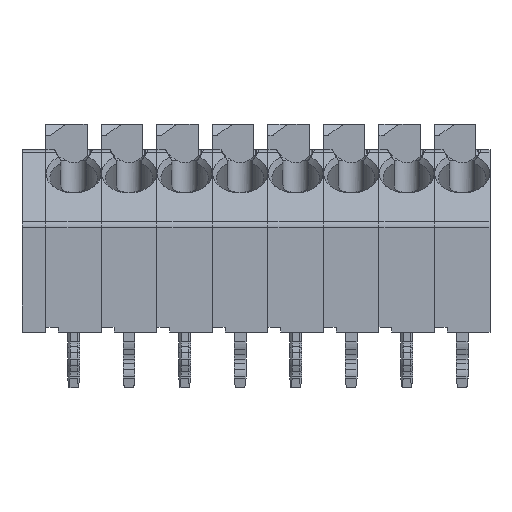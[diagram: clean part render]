
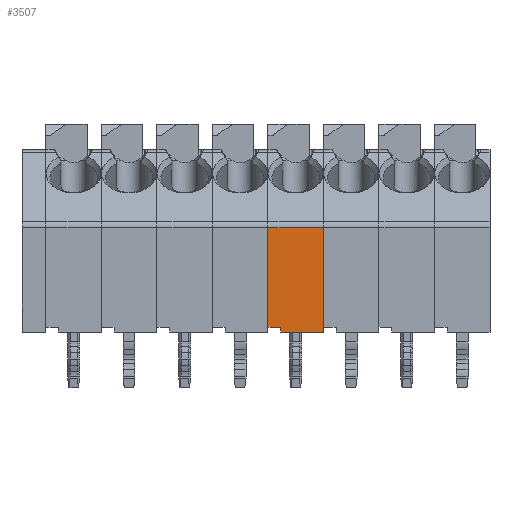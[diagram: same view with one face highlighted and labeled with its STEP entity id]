
A CAD part, front view. The second image highlights one B-rep face of the part: STEP entity #3507.
In plain terms, the highlighted planar face has unit normal (0, -1, 0).
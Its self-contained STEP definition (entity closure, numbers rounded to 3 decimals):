
#3507=ADVANCED_FACE('',(#7369),#7370,.T.);
#7369=FACE_OUTER_BOUND('',#11782,.T.);
#7370=PLANE('',#11783);
#11782=EDGE_LOOP('',(#21162,#21163,#21164,#21165,#21166,#21167));
#11783=AXIS2_PLACEMENT_3D('',#21168,#21169,#21170);
#21162=ORIENTED_EDGE('',*,*,#29793,.T.);
#21163=ORIENTED_EDGE('',*,*,#29794,.F.);
#21164=ORIENTED_EDGE('',*,*,#29788,.T.);
#21165=ORIENTED_EDGE('',*,*,#29795,.F.);
#21166=ORIENTED_EDGE('',*,*,#29796,.F.);
#21167=ORIENTED_EDGE('',*,*,#29797,.T.);
#21168=CARTESIAN_POINT('',(15.43,0.0,0.0));
#21169=DIRECTION('',(0.0,-1.0,0.0));
#21170=DIRECTION('',(0.0,0.0,1.0));
#29788=EDGE_CURVE('',#36339,#36344,#36346,.T.);
#29793=EDGE_CURVE('',#36352,#36353,#36354,.T.);
#29794=EDGE_CURVE('',#36339,#36353,#36355,.T.);
#29795=EDGE_CURVE('',#36356,#36344,#36357,.T.);
#29796=EDGE_CURVE('',#36358,#36356,#36359,.T.);
#29797=EDGE_CURVE('',#36358,#36352,#36360,.T.);
#36339=VERTEX_POINT('',#46145);
#36344=VERTEX_POINT('',#46153);
#36346=LINE('',#46156,#46157);
#36352=VERTEX_POINT('',#46165);
#36353=VERTEX_POINT('',#46166);
#36354=LINE('',#46167,#46168);
#36355=LINE('',#46169,#46170);
#36356=VERTEX_POINT('',#46171);
#36357=LINE('',#46172,#46173);
#36358=VERTEX_POINT('',#46174);
#36359=LINE('',#46175,#46176);
#36360=LINE('',#46177,#46178);
#46145=CARTESIAN_POINT('',(14.0,0.0,0.3));
#46153=CARTESIAN_POINT('',(14.8,0.0,0.3));
#46156=CARTESIAN_POINT('',(15.43,0.0,0.3));
#46157=VECTOR('',#54944,1.0);
#46165=CARTESIAN_POINT('',(17.5,0.0,6.593));
#46166=CARTESIAN_POINT('',(14.0,0.0,6.593));
#46167=CARTESIAN_POINT('',(15.43,0.0,6.593));
#46168=VECTOR('',#54947,1.0);
#46169=CARTESIAN_POINT('',(14.0,0.0,0.0));
#46170=VECTOR('',#54948,1.0);
#46171=CARTESIAN_POINT('',(14.8,0.0,0.0));
#46172=CARTESIAN_POINT('',(14.8,0.0,0.0));
#46173=VECTOR('',#54949,1.0);
#46174=CARTESIAN_POINT('',(17.5,0.0,0.0));
#46175=CARTESIAN_POINT('',(15.43,0.0,0.0));
#46176=VECTOR('',#54950,1.0);
#46177=CARTESIAN_POINT('',(17.5,0.0,0.0));
#46178=VECTOR('',#54951,1.0);
#54944=DIRECTION('',(1.0,0.0,0.0));
#54947=DIRECTION('',(-1.0,0.0,0.0));
#54948=DIRECTION('',(0.0,0.0,1.0));
#54949=DIRECTION('',(0.0,0.0,1.0));
#54950=DIRECTION('',(-1.0,0.0,0.0));
#54951=DIRECTION('',(0.0,0.0,1.0));
